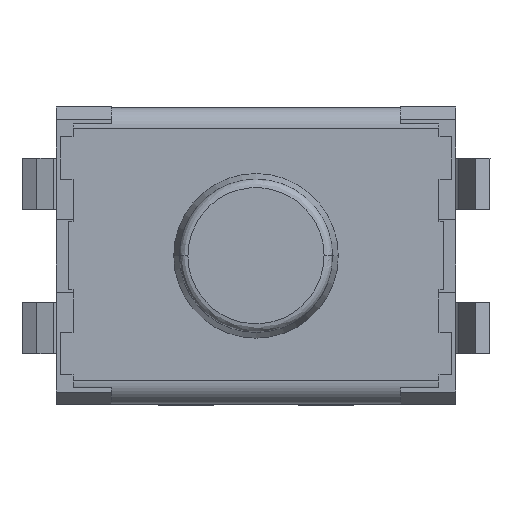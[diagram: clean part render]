
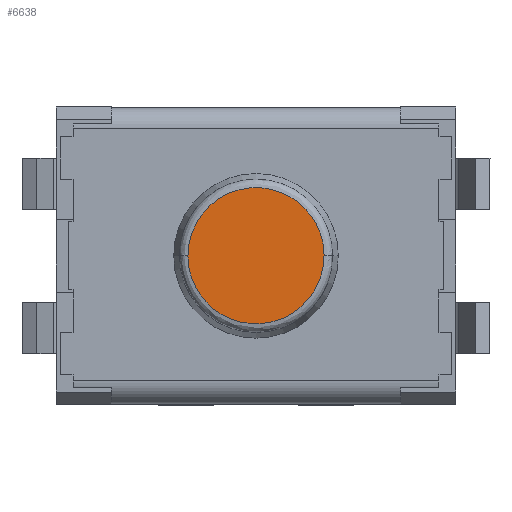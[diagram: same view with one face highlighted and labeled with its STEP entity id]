
A CAD part, top view. The second image highlights one B-rep face of the part: STEP entity #6638.
In plain terms, the highlighted planar face has unit normal (0, 0, 1).
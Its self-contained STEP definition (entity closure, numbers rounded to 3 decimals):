
#66 = EDGE_CURVE ( 'NONE', #5804, #5814, #6537, .T. ) ;
#436 =( BOUNDED_CURVE ( )  B_SPLINE_CURVE ( 3, ( #2197, #2198, #2199, #2200 ),
 .UNSPECIFIED., .F., .F. ) 
 B_SPLINE_CURVE_WITH_KNOTS ( ( 4, 4 ),
 ( 0., 1. ),
 .UNSPECIFIED. ) 
 CURVE ( )  GEOMETRIC_REPRESENTATION_ITEM ( )  RATIONAL_B_SPLINE_CURVE ( ( 1., 0.333, 0.333, 1. ) ) 
 REPRESENTATION_ITEM ( '' )  );
#2197 = CARTESIAN_POINT ( 'NONE',  ( -0.634, 0.682, 0.85 ) ) ;
#2198 = CARTESIAN_POINT ( 'NONE',  ( -0.634, -0.918, 0.85 ) ) ;
#2199 = CARTESIAN_POINT ( 'NONE',  ( -2.234, -0.918, 0.85 ) ) ;
#2200 = CARTESIAN_POINT ( 'NONE',  ( -2.234, 0.682, 0.85 ) ) ;
#2785 = CARTESIAN_POINT ( 'NONE',  ( -2.234, 0.682, 0.85 ) ) ;
#2788 = CARTESIAN_POINT ( 'NONE',  ( -0.634, 0.682, 0.85 ) ) ;
#3250 = PLANE ( 'NONE',  #5618 ) ;
#3251 = CARTESIAN_POINT ( 'NONE',  ( -0.624, -0.127, 0.85 ) ) ;
#3252 = DIRECTION ( 'NONE',  ( 0., 0., 1. ) ) ;
#3253 = DIRECTION ( 'NONE',  ( 1., 0., 0. ) ) ;
#4039 = EDGE_CURVE ( 'NONE', #5814, #5804, #436, .T. ) ;
#4707 = EDGE_LOOP ( 'NONE', ( #7223, #7224 ) ) ;
#5604 = FACE_OUTER_BOUND ( 'NONE', #4707, .T. ) ;
#5618 = AXIS2_PLACEMENT_3D ( 'NONE', #3251, #3252, #3253 ) ;
#5804 = VERTEX_POINT ( 'NONE', #2785 ) ;
#5814 = VERTEX_POINT ( 'NONE', #2788 ) ;
#6537 =( BOUNDED_CURVE ( )  B_SPLINE_CURVE ( 3, ( #8079, #8080, #8081, #8082 ),
 .UNSPECIFIED., .F., .F. ) 
 B_SPLINE_CURVE_WITH_KNOTS ( ( 4, 4 ),
 ( 0., 1. ),
 .UNSPECIFIED. ) 
 CURVE ( )  GEOMETRIC_REPRESENTATION_ITEM ( )  RATIONAL_B_SPLINE_CURVE ( ( 1., 0.333, 0.333, 1. ) ) 
 REPRESENTATION_ITEM ( '' )  );
#6638 = ADVANCED_FACE ( 'NONE', ( #5604 ), #3250, .T. ) ;
#7223 = ORIENTED_EDGE ( 'NONE', *, *, #4039, .F. ) ;
#7224 = ORIENTED_EDGE ( 'NONE', *, *, #66, .F. ) ;
#8079 = CARTESIAN_POINT ( 'NONE',  ( -2.234, 0.682, 0.85 ) ) ;
#8080 = CARTESIAN_POINT ( 'NONE',  ( -2.234, 2.282, 0.85 ) ) ;
#8081 = CARTESIAN_POINT ( 'NONE',  ( -0.634, 2.282, 0.85 ) ) ;
#8082 = CARTESIAN_POINT ( 'NONE',  ( -0.634, 0.682, 0.85 ) ) ;
